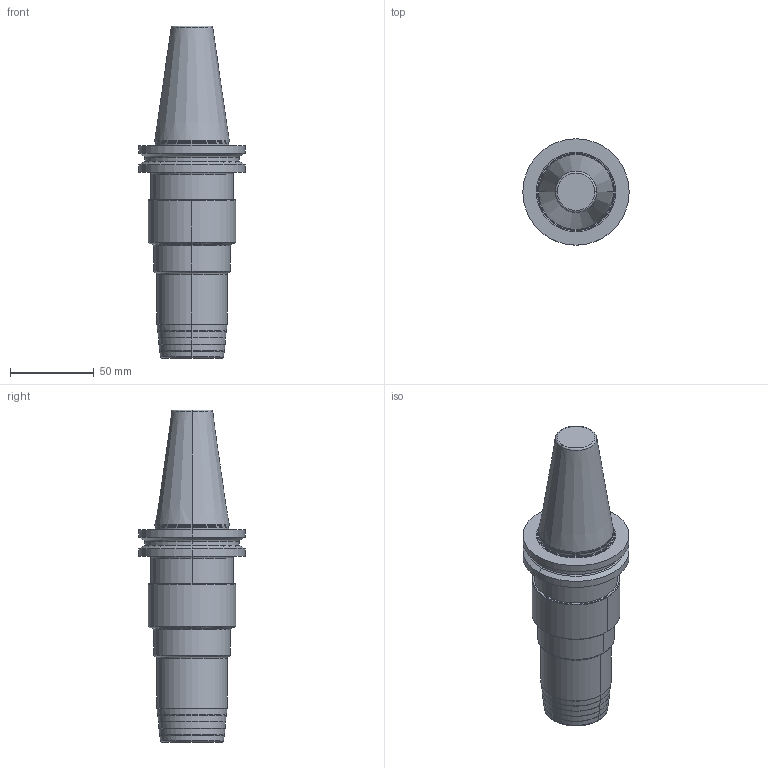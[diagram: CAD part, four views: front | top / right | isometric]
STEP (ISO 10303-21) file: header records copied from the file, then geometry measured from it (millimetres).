
FILE_DESCRIPTION((''),'2;1');
FILE_NAME('607231531-000-00-E43','2019-04-08T14:48:25',('Reuterm'),(''),'CREO PARAMETRIC BY PTC INC, 2018300','CREO PARAMETRIC BY PTC INC, 2018300','');
FILE_SCHEMA(('AUTOMOTIVE_DESIGN { 1 0 10303 214 1 1 1 1 }'));
Length unit declared in the file: millimetre
Products named in the file (1): 607231531-000-00-E43
Bounding box: 63.55 x 63.55 x 198.4 mm (x, y, z)
Volume: 286221.2 mm3; surface area: 36090.5 mm2
Topology: 1 solids, 1 shells, 97 faces, 200 edges, 124 vertices
Faces by surface type: torus 36, cone 26, cylinder 20, plane 15
Entity records: 4045 total; most frequent: DIRECTION 550, CARTESIAN_POINT 413, ORIENTED_EDGE 384, AXIS2_PLACEMENT_3D 249, PRESENTATION_STYLE_ASSIGNMENT 205, STYLED_ITEM 205, CURVE_STYLE 204, EDGE_CURVE 192
